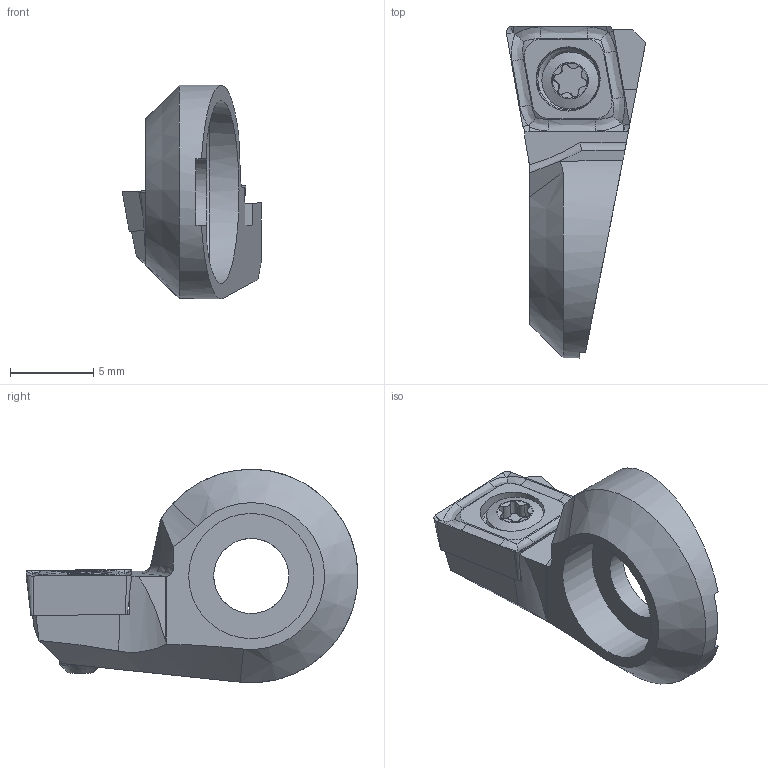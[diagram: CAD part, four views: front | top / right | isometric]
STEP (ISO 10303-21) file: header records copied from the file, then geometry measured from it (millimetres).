
FILE_DESCRIPTION (( 'STEP AP214' ), '1' );
FILE_NAME ('F20.WCA.001.005.STEP', '2020-08-13T13:06:38', ( '' ), ( '' ), 'SwSTEP 2.0', 'SolidWorks 2017', '' );
FILE_SCHEMA (( 'AUTOMOTIVE_DESIGN' ));
Length unit declared in the file: millimetre
Products named in the file (4): F20.WCA.001.005; WCA-ER2.001.006_A; F20-WCA.001.005_E_fertigbearbeitet; CCMT060204
Assembly tree (3 placements, depth 2):
  F20.WCA.001.005
    F20-WCA.001.005_E_fertigbearbeitet
    CCMT060204
    WCA-ER2.001.006_A
Bounding box: 8.35 x 19.9 x 12.8 mm (x, y, z)
Volume: 557.1 mm3; surface area: 853.6 mm2
Topology: 3 solids, 3 shells, 104 faces, 264 edges, 166 vertices
Faces by surface type: plane 40, cylinder 27, cone 19, bspline 12, torus 5, sphere 1
Full cylindrical faces by diameter (mm): 2.05 x1, 2.5 x1, 2.8 x1, 3.4 x1, 3.85 x1, 4.5 x1, 7.5 x1
Entity records: 3477 total; most frequent: CARTESIAN_POINT 1069, ORIENTED_EDGE 488, DIRECTION 416, EDGE_CURVE 244, VERTEX_POINT 162, AXIS2_PLACEMENT_3D 155, EDGE_LOOP 126, FACE_OUTER_BOUND 115
